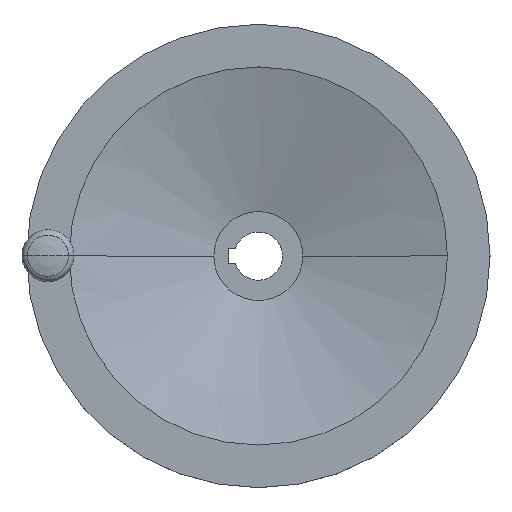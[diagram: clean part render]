
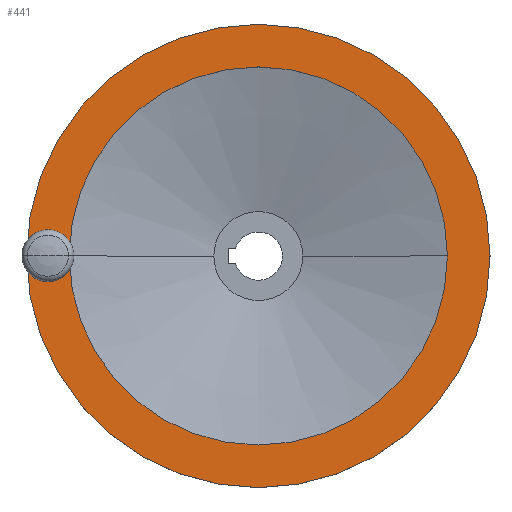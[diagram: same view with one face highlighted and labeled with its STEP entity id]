
A CAD part, top view. The second image highlights one B-rep face of the part: STEP entity #441.
In plain terms, the highlighted planar face has unit normal (0, 0, 1).
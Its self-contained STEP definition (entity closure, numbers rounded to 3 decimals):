
#189=EDGE_CURVE('',#355,#233,#520,.T.);
#197=EDGE_CURVE('',#245,#475,#529,.T.);
#233=VERTEX_POINT('',#571);
#245=VERTEX_POINT('',#583);
#355=VERTEX_POINT('',#710);
#375=EDGE_CURVE('',#233,#355,#734,.T.);
#377=EDGE_CURVE('',#475,#245,#736,.T.);
#383=EDGE_CURVE('',#439,#433,#743,.T.);
#427=EDGE_CURVE('',#433,#439,#788,.T.);
#433=VERTEX_POINT('',#794);
#439=VERTEX_POINT('',#800);
#441=ADVANCED_FACE('',(#802,#803,#804),#805,.T.);
#475=VERTEX_POINT('',#844);
#520=CIRCLE('',#887,125.0);
#529=CIRCLE('',#896,102.0);
#571=CARTESIAN_POINT('',(-125.0,0.,51.0));
#583=CARTESIAN_POINT('',(-102.0,0.,51.0));
#710=CARTESIAN_POINT('',(125.0,0.,51.0));
#734=CIRCLE('',#1160,125.0);
#736=CIRCLE('',#1163,102.0);
#743=CIRCLE('',#1171,6.5);
#788=CIRCLE('',#1237,6.5);
#794=CARTESIAN_POINT('',(-107.0,0.,51.0));
#800=CARTESIAN_POINT('',(-120.0,0.,51.0));
#802=FACE_BOUND('',#1253,.T.);
#803=FACE_OUTER_BOUND('',#1254,.T.);
#804=FACE_BOUND('',#1255,.T.);
#805=PLANE('',#1256);
#844=CARTESIAN_POINT('',(102.0,0.,51.0));
#887=AXIS2_PLACEMENT_3D('',#1349,#1350,#1351);
#896=AXIS2_PLACEMENT_3D('',#1361,#1362,#1363);
#1160=AXIS2_PLACEMENT_3D('',#1631,#1632,#1633);
#1163=AXIS2_PLACEMENT_3D('',#1634,#1635,#1636);
#1171=AXIS2_PLACEMENT_3D('',#1645,#1646,#1647);
#1237=AXIS2_PLACEMENT_3D('',#1691,#1692,#1693);
#1253=EDGE_LOOP('',(#1696,#1697));
#1254=EDGE_LOOP('',(#1698,#1699));
#1255=EDGE_LOOP('',(#1700,#1701));
#1256=AXIS2_PLACEMENT_3D('',#1702,#1703,#1704);
#1349=CARTESIAN_POINT('',(0.,0.,51.0));
#1350=DIRECTION('',(-0.0,0.0,-1.0));
#1351=DIRECTION('',(-1.0,0.,0.0));
#1361=CARTESIAN_POINT('',(0.,0.,51.0));
#1362=DIRECTION('',(-0.0,0.0,-1.0));
#1363=DIRECTION('',(-1.0,0.,0.0));
#1631=CARTESIAN_POINT('',(0.,0.,51.0));
#1632=DIRECTION('',(-0.0,0.0,-1.0));
#1633=DIRECTION('',(-1.0,0.,0.0));
#1634=CARTESIAN_POINT('',(0.,0.,51.0));
#1635=DIRECTION('',(-0.0,0.0,-1.0));
#1636=DIRECTION('',(-1.0,0.,0.0));
#1645=CARTESIAN_POINT('',(-113.5,0.,51.0));
#1646=DIRECTION('',(-0.0,0.0,-1.0));
#1647=DIRECTION('',(-1.0,0.,0.0));
#1691=CARTESIAN_POINT('',(-113.5,0.,51.0));
#1692=DIRECTION('',(-0.0,0.0,-1.0));
#1693=DIRECTION('',(-1.0,0.,0.0));
#1696=ORIENTED_EDGE('',*,*,#383,.T.);
#1697=ORIENTED_EDGE('',*,*,#427,.T.);
#1698=ORIENTED_EDGE('',*,*,#375,.F.);
#1699=ORIENTED_EDGE('',*,*,#189,.F.);
#1700=ORIENTED_EDGE('',*,*,#197,.T.);
#1701=ORIENTED_EDGE('',*,*,#377,.T.);
#1702=CARTESIAN_POINT('',(-113.5,0.,51.0));
#1703=DIRECTION('',(0.0,0.0,1.0));
#1704=DIRECTION('',(-1.0,0.,0.0));
